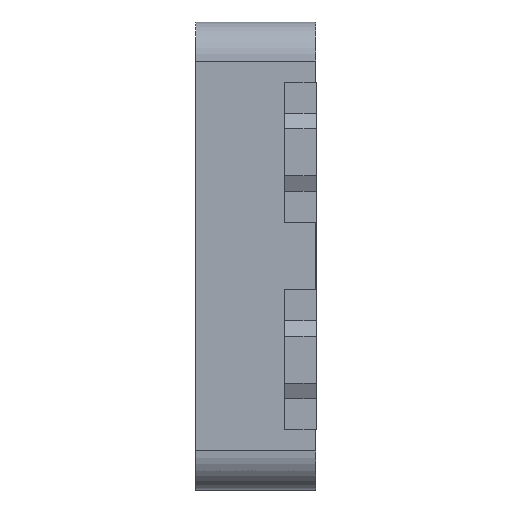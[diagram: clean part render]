
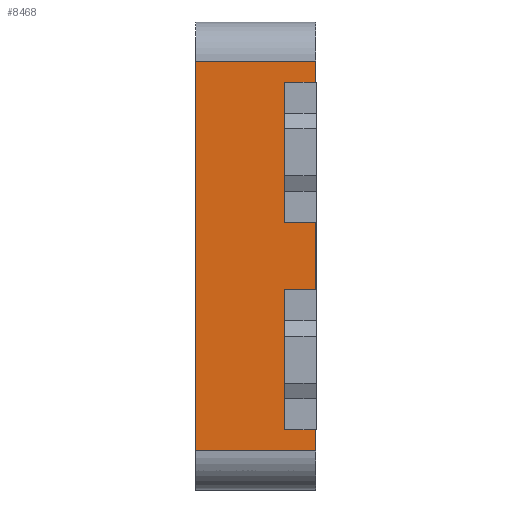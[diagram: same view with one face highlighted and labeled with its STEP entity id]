
A CAD part, left-side view. The second image highlights one B-rep face of the part: STEP entity #8468.
In plain terms, the highlighted planar face has unit normal (-1, 0, 0).
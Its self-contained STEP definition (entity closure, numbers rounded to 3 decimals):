
#182 = FACE_OUTER_BOUND ( 'NONE', #9817, .T. ) ;
#185 = AXIS2_PLACEMENT_3D ( 'NONE', #12175, #12176, #12177 ) ;
#834 = LINE ( 'NONE', #835, #5854 ) ;
#835 = CARTESIAN_POINT ( 'NONE',  ( -2.65, -0.385, -1.5 ) ) ;
#836 = DIRECTION ( 'NONE',  ( 0., 0., 1. ) ) ;
#858 = LINE ( 'NONE', #859, #5862 ) ;
#859 = CARTESIAN_POINT ( 'NONE',  ( -2.65, -0.385, -1.5 ) ) ;
#860 = DIRECTION ( 'NONE',  ( 0., 0., 1. ) ) ;
#2246 = CARTESIAN_POINT ( 'NONE',  ( -2.65, -0.385, 1.25 ) ) ;
#2247 = CARTESIAN_POINT ( 'NONE',  ( -2.65, -0.385, 1.115 ) ) ;
#2254 = CARTESIAN_POINT ( 'NONE',  ( -2.65, -0.385, 0.215 ) ) ;
#2255 = CARTESIAN_POINT ( 'NONE',  ( -2.65, -0.385, -0.215 ) ) ;
#2262 = CARTESIAN_POINT ( 'NONE',  ( -2.65, -0.385, -1.115 ) ) ;
#2263 = CARTESIAN_POINT ( 'NONE',  ( -2.65, -0.385, -1.25 ) ) ;
#2283 = CARTESIAN_POINT ( 'NONE',  ( -2.65, -0.185, -1.115 ) ) ;
#2284 = CARTESIAN_POINT ( 'NONE',  ( -2.65, -0.185, -0.215 ) ) ;
#2285 = CARTESIAN_POINT ( 'NONE',  ( -2.65, -0.185, 0.215 ) ) ;
#2286 = CARTESIAN_POINT ( 'NONE',  ( -2.65, -0.185, 1.115 ) ) ;
#2287 = CARTESIAN_POINT ( 'NONE',  ( -2.65, 0.385, 1.25 ) ) ;
#2288 = CARTESIAN_POINT ( 'NONE',  ( -2.65, 0.385, -1.25 ) ) ;
#3259 = LINE ( 'NONE', #3260, #6133 ) ;
#3260 = CARTESIAN_POINT ( 'NONE',  ( -2.65, -0.385, -1.5 ) ) ;
#3261 = DIRECTION ( 'NONE',  ( 0., 0., 1. ) ) ;
#5854 = VECTOR ( 'NONE', #836, 1000. ) ;
#5862 = VECTOR ( 'NONE', #860, 1000. ) ;
#6133 = VECTOR ( 'NONE', #3261, 1000. ) ;
#7709 = LINE ( 'NONE', #7710, #13164 ) ;
#7710 = CARTESIAN_POINT ( 'NONE',  ( -2.65, -0.185, -1.5 ) ) ;
#7711 = DIRECTION ( 'NONE',  ( 0., 0., 1. ) ) ;
#7712 = LINE ( 'NONE', #7713, #13165 ) ;
#7713 = CARTESIAN_POINT ( 'NONE',  ( -2.65, 0.385, -1.115 ) ) ;
#7714 = DIRECTION ( 'NONE',  ( 0., -1., 0. ) ) ;
#7715 = LINE ( 'NONE', #7716, #13166 ) ;
#7716 = CARTESIAN_POINT ( 'NONE',  ( -2.65, 0.385, -0.215 ) ) ;
#7717 = DIRECTION ( 'NONE',  ( 0., -1., 0. ) ) ;
#7718 = LINE ( 'NONE', #7719, #13167 ) ;
#7719 = CARTESIAN_POINT ( 'NONE',  ( -2.65, 0.385, 0.215 ) ) ;
#7720 = DIRECTION ( 'NONE',  ( 0., -1., 0. ) ) ;
#7721 = LINE ( 'NONE', #7722, #13168 ) ;
#7722 = CARTESIAN_POINT ( 'NONE',  ( -2.65, -0.185, -1.5 ) ) ;
#7723 = DIRECTION ( 'NONE',  ( 0., 0., -1. ) ) ;
#7724 = LINE ( 'NONE', #7725, #13169 ) ;
#7725 = CARTESIAN_POINT ( 'NONE',  ( -2.65, 0.385, 1.115 ) ) ;
#7726 = DIRECTION ( 'NONE',  ( 0., -1., 0. ) ) ;
#7727 = LINE ( 'NONE', #7728, #13170 ) ;
#7728 = CARTESIAN_POINT ( 'NONE',  ( -2.65, 0.385, 1.25 ) ) ;
#7729 = DIRECTION ( 'NONE',  ( 0., 1., 0. ) ) ;
#7730 = LINE ( 'NONE', #7731, #13171 ) ;
#7731 = CARTESIAN_POINT ( 'NONE',  ( -2.65, 0.385, -1.5 ) ) ;
#7732 = DIRECTION ( 'NONE',  ( 0., 0., 1. ) ) ;
#7733 = LINE ( 'NONE', #7734, #13172 ) ;
#7734 = CARTESIAN_POINT ( 'NONE',  ( -2.65, 0.385, -1.25 ) ) ;
#7735 = DIRECTION ( 'NONE',  ( 0., -1., 0. ) ) ;
#8468 = ADVANCED_FACE ( 'NONE', ( #182 ), #12174, .F. ) ;
#8621 = EDGE_CURVE ( 'NONE', #9471, #9472, #7709, .T. ) ;
#8622 = EDGE_CURVE ( 'NONE', #9471, #9450, #7712, .T. ) ;
#8623 = EDGE_CURVE ( 'NONE', #9472, #9443, #7715, .T. ) ;
#8624 = EDGE_CURVE ( 'NONE', #9473, #9442, #7718, .T. ) ;
#8625 = EDGE_CURVE ( 'NONE', #9474, #9473, #7721, .T. ) ;
#8626 = EDGE_CURVE ( 'NONE', #9474, #9435, #7724, .T. ) ;
#8627 = EDGE_CURVE ( 'NONE', #9434, #9475, #7727, .T. ) ;
#8628 = EDGE_CURVE ( 'NONE', #9476, #9475, #7730, .T. ) ;
#8629 = EDGE_CURVE ( 'NONE', #9476, #9451, #7733, .T. ) ;
#8865 = EDGE_CURVE ( 'NONE', #9435, #9434, #834, .T. ) ;
#8873 = EDGE_CURVE ( 'NONE', #9443, #9442, #858, .T. ) ;
#9434 = VERTEX_POINT ( 'NONE', #2246 ) ;
#9435 = VERTEX_POINT ( 'NONE', #2247 ) ;
#9442 = VERTEX_POINT ( 'NONE', #2254 ) ;
#9443 = VERTEX_POINT ( 'NONE', #2255 ) ;
#9450 = VERTEX_POINT ( 'NONE', #2262 ) ;
#9451 = VERTEX_POINT ( 'NONE', #2263 ) ;
#9471 = VERTEX_POINT ( 'NONE', #2283 ) ;
#9472 = VERTEX_POINT ( 'NONE', #2284 ) ;
#9473 = VERTEX_POINT ( 'NONE', #2285 ) ;
#9474 = VERTEX_POINT ( 'NONE', #2286 ) ;
#9475 = VERTEX_POINT ( 'NONE', #2287 ) ;
#9476 = VERTEX_POINT ( 'NONE', #2288 ) ;
#9817 = EDGE_LOOP ( 'NONE', ( #10219, #10221, #10220, #10222, #10223, #10225, #10224, #10226, #10227, #10229, #10228, #10230 ) ) ;
#10219 = ORIENTED_EDGE ( 'NONE', *, *, #8622, .F. ) ;
#10220 = ORIENTED_EDGE ( 'NONE', *, *, #8623, .T. ) ;
#10221 = ORIENTED_EDGE ( 'NONE', *, *, #8621, .T. ) ;
#10222 = ORIENTED_EDGE ( 'NONE', *, *, #8873, .T. ) ;
#10223 = ORIENTED_EDGE ( 'NONE', *, *, #8624, .F. ) ;
#10224 = ORIENTED_EDGE ( 'NONE', *, *, #8626, .T. ) ;
#10225 = ORIENTED_EDGE ( 'NONE', *, *, #8625, .F. ) ;
#10226 = ORIENTED_EDGE ( 'NONE', *, *, #8865, .T. ) ;
#10227 = ORIENTED_EDGE ( 'NONE', *, *, #8627, .T. ) ;
#10228 = ORIENTED_EDGE ( 'NONE', *, *, #8629, .T. ) ;
#10229 = ORIENTED_EDGE ( 'NONE', *, *, #8628, .F. ) ;
#10230 = ORIENTED_EDGE ( 'NONE', *, *, #10381, .T. ) ;
#10381 = EDGE_CURVE ( 'NONE', #9451, #9450, #3259, .T. ) ;
#12174 = PLANE ( 'NONE',  #185 ) ;
#12175 = CARTESIAN_POINT ( 'NONE',  ( -2.65, 0.385, -1.5 ) ) ;
#12176 = DIRECTION ( 'NONE',  ( 1., 0., 0. ) ) ;
#12177 = DIRECTION ( 'NONE',  ( 0., 0., -1. ) ) ;
#13164 = VECTOR ( 'NONE', #7711, 1000. ) ;
#13165 = VECTOR ( 'NONE', #7714, 1000. ) ;
#13166 = VECTOR ( 'NONE', #7717, 1000. ) ;
#13167 = VECTOR ( 'NONE', #7720, 1000. ) ;
#13168 = VECTOR ( 'NONE', #7723, 1000. ) ;
#13169 = VECTOR ( 'NONE', #7726, 1000. ) ;
#13170 = VECTOR ( 'NONE', #7729, 1000. ) ;
#13171 = VECTOR ( 'NONE', #7732, 1000. ) ;
#13172 = VECTOR ( 'NONE', #7735, 1000. ) ;
